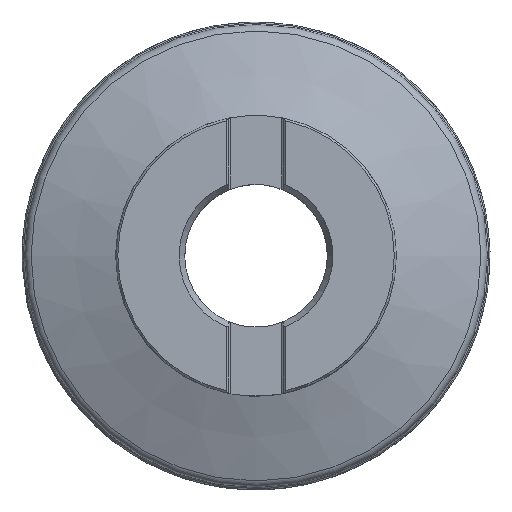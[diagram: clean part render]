
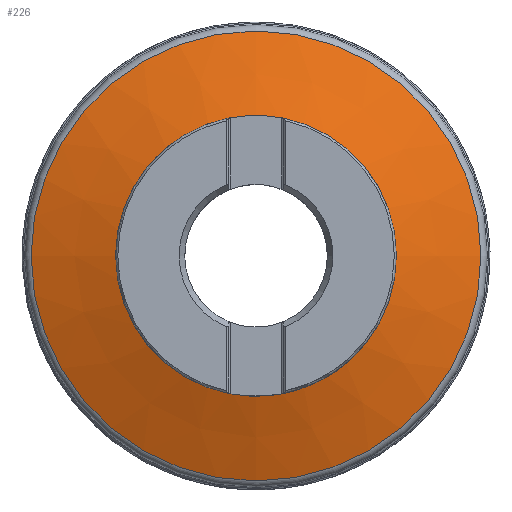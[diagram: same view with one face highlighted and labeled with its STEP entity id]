
A CAD part, top view. The second image highlights one B-rep face of the part: STEP entity #226.
In plain terms, the highlighted conical face has half-angle 70 degrees and reference radius 48 mm.
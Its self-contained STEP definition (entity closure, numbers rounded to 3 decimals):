
#159=CONICAL_SURFACE('',#1089,48.,70.);
#226=ADVANCED_FACE('',(#374,#375),#159,.T.);
#374=FACE_BOUND('',#466,.T.);
#375=FACE_BOUND('',#467,.T.);
#466=EDGE_LOOP('',(#620));
#467=EDGE_LOOP('',(#621));
#620=ORIENTED_EDGE('',*,*,#898,.T.);
#621=ORIENTED_EDGE('',*,*,#899,.T.);
#808=VERTEX_POINT('',#1930);
#809=VERTEX_POINT('',#1932);
#898=EDGE_CURVE('',#808,#808,#964,.T.);
#899=EDGE_CURVE('',#809,#809,#965,.T.);
#964=CIRCLE('',#1087,49.316);
#965=CIRCLE('',#1088,80.127);
#1087=AXIS2_PLACEMENT_3D('',#1929,#1250,#1251);
#1088=AXIS2_PLACEMENT_3D('',#1931,#1252,#1253);
#1089=AXIS2_PLACEMENT_3D('',#1933,#1254,#1255);
#1250=DIRECTION('',(0.,0.,-1.));
#1251=DIRECTION('',(-1.,0.,0.));
#1252=DIRECTION('',(0.,0.,1.));
#1253=DIRECTION('',(1.,0.,0.));
#1254=DIRECTION('',(0.,0.,-1.));
#1255=DIRECTION('',(-1.,0.,0.));
#1929=CARTESIAN_POINT('',(0.,0.,35.047));
#1930=CARTESIAN_POINT('',(-49.316,0.,35.047));
#1931=CARTESIAN_POINT('',(0.,0.,23.832));
#1932=CARTESIAN_POINT('',(80.127,0.,23.832));
#1933=CARTESIAN_POINT('',(0.,0.,35.526));
